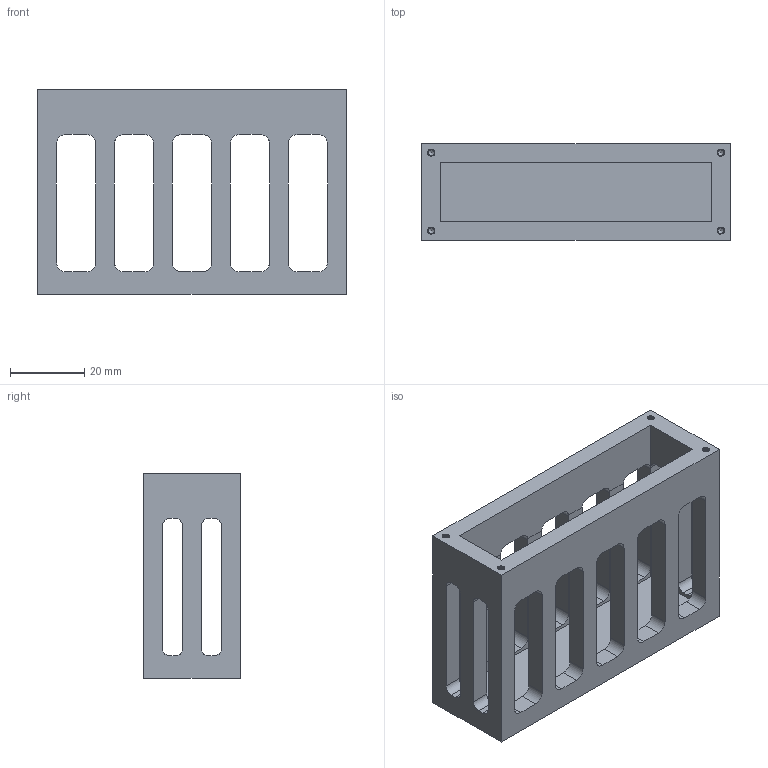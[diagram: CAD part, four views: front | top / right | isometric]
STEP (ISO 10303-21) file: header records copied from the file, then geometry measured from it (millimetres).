
FILE_DESCRIPTION(('FreeCAD Model'),'2;1');
FILE_NAME('Open CASCADE Shape Model','2024-03-16T22:42:56',(''),(''), 'Open CASCADE STEP processor 7.6','FreeCAD','Unknown');
FILE_SCHEMA(('AUTOMOTIVE_DESIGN { 1 0 10303 214 1 1 1 1 }'));
Products named in the file (1): Battery
Bounding box: 83 x 26 x 55 mm (x, y, z)
Volume: 36845.1 mm3; surface area: 22399.6 mm2
Topology: 1 solids, 1 shells, 569 faces, 1312 edges, 732 vertices
Faces by surface type: bspline 312, cylinder 160, plane 93, cone 4
Full cylindrical faces by diameter (mm): 1.619 x100
Entity records: 47500 total; most frequent: CARTESIAN_POINT 37114, ORIENTED_EDGE 2616, EDGE_CURVE 1308, DIRECTION 1252, B_SPLINE_CURVE_WITH_KNOTS 736, VERTEX_POINT 732, FACE_BOUND 588, EDGE_LOOP 588
